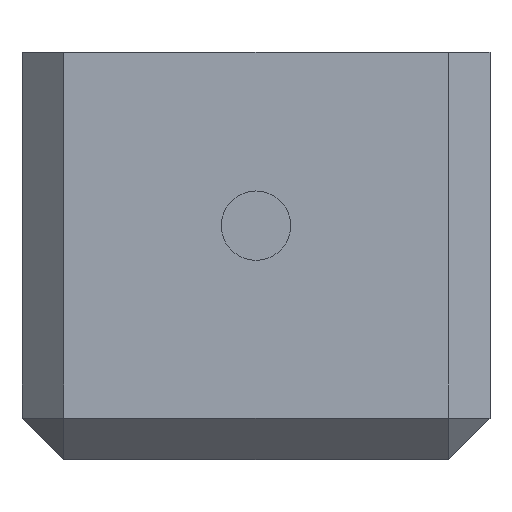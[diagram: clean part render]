
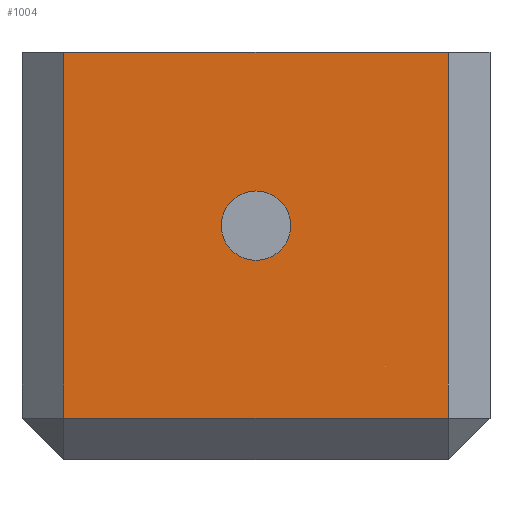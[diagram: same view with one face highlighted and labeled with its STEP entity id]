
A CAD part, front view. The second image highlights one B-rep face of the part: STEP entity #1004.
In plain terms, the highlighted planar face has unit normal (0, -1, 0).
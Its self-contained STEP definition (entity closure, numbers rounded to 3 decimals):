
#44 = PLANE('',#45);
#45 = AXIS2_PLACEMENT_3D('',#46,#47,#48);
#46 = CARTESIAN_POINT('',(0.,0.,23.5));
#47 = DIRECTION('',(0.,0.,1.));
#48 = DIRECTION('',(1.,0.,0.));
#72 = PLANE('',#73);
#73 = AXIS2_PLACEMENT_3D('',#74,#75,#76);
#74 = CARTESIAN_POINT('',(1.2,1.2,0.));
#75 = DIRECTION('',(-0.707,-0.707,0.));
#76 = DIRECTION('',(-0.,-0.,-1.));
#328 = VERTEX_POINT('',#329);
#329 = CARTESIAN_POINT('',(2.4,0.,23.5));
#350 = EDGE_CURVE('',#328,#351,#353,.T.);
#351 = VERTEX_POINT('',#352);
#352 = CARTESIAN_POINT('',(24.6,0.,23.5));
#353 = SURFACE_CURVE('',#354,(#358,#365),.PCURVE_S1.);
#354 = LINE('',#355,#356);
#355 = CARTESIAN_POINT('',(0.,0.,23.5));
#356 = VECTOR('',#357,1.);
#357 = DIRECTION('',(1.,0.,0.));
#358 = PCURVE('',#44,#359);
#359 = DEFINITIONAL_REPRESENTATION('',(#360),#364);
#360 = LINE('',#361,#362);
#361 = CARTESIAN_POINT('',(0.,0.));
#362 = VECTOR('',#363,1.);
#363 = DIRECTION('',(1.,0.));
#364 = ( GEOMETRIC_REPRESENTATION_CONTEXT(2) 
PARAMETRIC_REPRESENTATION_CONTEXT() REPRESENTATION_CONTEXT('2D SPACE',''
  ) );
#365 = PCURVE('',#366,#371);
#366 = PLANE('',#367);
#367 = AXIS2_PLACEMENT_3D('',#368,#369,#370);
#368 = CARTESIAN_POINT('',(0.,0.,0.));
#369 = DIRECTION('',(0.,1.,0.));
#370 = DIRECTION('',(0.,0.,1.));
#371 = DEFINITIONAL_REPRESENTATION('',(#372),#376);
#372 = LINE('',#373,#374);
#373 = CARTESIAN_POINT('',(23.5,0.));
#374 = VECTOR('',#375,1.);
#375 = DIRECTION('',(0.,1.));
#376 = ( GEOMETRIC_REPRESENTATION_CONTEXT(2) 
PARAMETRIC_REPRESENTATION_CONTEXT() REPRESENTATION_CONTEXT('2D SPACE',''
  ) );
#392 = PLANE('',#393);
#393 = AXIS2_PLACEMENT_3D('',#394,#395,#396);
#394 = CARTESIAN_POINT('',(25.8,1.2,0.));
#395 = DIRECTION('',(-0.707,0.707,0.));
#396 = DIRECTION('',(0.,0.,1.));
#515 = EDGE_CURVE('',#516,#328,#518,.T.);
#516 = VERTEX_POINT('',#517);
#517 = CARTESIAN_POINT('',(2.4,0.,2.4));
#518 = SURFACE_CURVE('',#519,(#523,#530),.PCURVE_S1.);
#519 = LINE('',#520,#521);
#520 = CARTESIAN_POINT('',(2.4,0.,0.));
#521 = VECTOR('',#522,1.);
#522 = DIRECTION('',(0.,0.,1.));
#523 = PCURVE('',#72,#524);
#524 = DEFINITIONAL_REPRESENTATION('',(#525),#529);
#525 = LINE('',#526,#527);
#526 = CARTESIAN_POINT('',(-0.,1.697));
#527 = VECTOR('',#528,1.);
#528 = DIRECTION('',(-1.,0.));
#529 = ( GEOMETRIC_REPRESENTATION_CONTEXT(2) 
PARAMETRIC_REPRESENTATION_CONTEXT() REPRESENTATION_CONTEXT('2D SPACE',''
  ) );
#530 = PCURVE('',#366,#531);
#531 = DEFINITIONAL_REPRESENTATION('',(#532),#536);
#532 = LINE('',#533,#534);
#533 = CARTESIAN_POINT('',(0.,2.4));
#534 = VECTOR('',#535,1.);
#535 = DIRECTION('',(1.,0.));
#536 = ( GEOMETRIC_REPRESENTATION_CONTEXT(2) 
PARAMETRIC_REPRESENTATION_CONTEXT() REPRESENTATION_CONTEXT('2D SPACE',''
  ) );
#930 = VERTEX_POINT('',#931);
#931 = CARTESIAN_POINT('',(24.6,0.,2.4));
#957 = EDGE_CURVE('',#930,#351,#958,.T.);
#958 = SURFACE_CURVE('',#959,(#963,#970),.PCURVE_S1.);
#959 = LINE('',#960,#961);
#960 = CARTESIAN_POINT('',(24.6,0.,0.));
#961 = VECTOR('',#962,1.);
#962 = DIRECTION('',(0.,0.,1.));
#963 = PCURVE('',#392,#964);
#964 = DEFINITIONAL_REPRESENTATION('',(#965),#969);
#965 = LINE('',#966,#967);
#966 = CARTESIAN_POINT('',(0.,-1.697));
#967 = VECTOR('',#968,1.);
#968 = DIRECTION('',(1.,0.));
#969 = ( GEOMETRIC_REPRESENTATION_CONTEXT(2) 
PARAMETRIC_REPRESENTATION_CONTEXT() REPRESENTATION_CONTEXT('2D SPACE',''
  ) );
#970 = PCURVE('',#366,#971);
#971 = DEFINITIONAL_REPRESENTATION('',(#972),#976);
#972 = LINE('',#973,#974);
#973 = CARTESIAN_POINT('',(0.,24.6));
#974 = VECTOR('',#975,1.);
#975 = DIRECTION('',(1.,0.));
#976 = ( GEOMETRIC_REPRESENTATION_CONTEXT(2) 
PARAMETRIC_REPRESENTATION_CONTEXT() REPRESENTATION_CONTEXT('2D SPACE',''
  ) );
#1004 = ADVANCED_FACE('',(#1005,#1036),#366,.F.);
#1005 = FACE_BOUND('',#1006,.F.);
#1006 = EDGE_LOOP('',(#1007,#1008,#1009,#1035));
#1007 = ORIENTED_EDGE('',*,*,#350,.T.);
#1008 = ORIENTED_EDGE('',*,*,#957,.F.);
#1009 = ORIENTED_EDGE('',*,*,#1010,.F.);
#1010 = EDGE_CURVE('',#516,#930,#1011,.T.);
#1011 = SURFACE_CURVE('',#1012,(#1016,#1023),.PCURVE_S1.);
#1012 = LINE('',#1013,#1014);
#1013 = CARTESIAN_POINT('',(0.,0.,2.4));
#1014 = VECTOR('',#1015,1.);
#1015 = DIRECTION('',(1.,0.,0.));
#1016 = PCURVE('',#366,#1017);
#1017 = DEFINITIONAL_REPRESENTATION('',(#1018),#1022);
#1018 = LINE('',#1019,#1020);
#1019 = CARTESIAN_POINT('',(2.4,0.));
#1020 = VECTOR('',#1021,1.);
#1021 = DIRECTION('',(0.,1.));
#1022 = ( GEOMETRIC_REPRESENTATION_CONTEXT(2) 
PARAMETRIC_REPRESENTATION_CONTEXT() REPRESENTATION_CONTEXT('2D SPACE',''
  ) );
#1023 = PCURVE('',#1024,#1029);
#1024 = PLANE('',#1025);
#1025 = AXIS2_PLACEMENT_3D('',#1026,#1027,#1028);
#1026 = CARTESIAN_POINT('',(0.,1.2,1.2));
#1027 = DIRECTION('',(0.,-0.707,-0.707));
#1028 = DIRECTION('',(-1.,-0.,-0.));
#1029 = DEFINITIONAL_REPRESENTATION('',(#1030),#1034);
#1030 = LINE('',#1031,#1032);
#1031 = CARTESIAN_POINT('',(-0.,-1.697));
#1032 = VECTOR('',#1033,1.);
#1033 = DIRECTION('',(-1.,0.));
#1034 = ( GEOMETRIC_REPRESENTATION_CONTEXT(2) 
PARAMETRIC_REPRESENTATION_CONTEXT() REPRESENTATION_CONTEXT('2D SPACE',''
  ) );
#1035 = ORIENTED_EDGE('',*,*,#515,.T.);
#1036 = FACE_BOUND('',#1037,.F.);
#1037 = EDGE_LOOP('',(#1038));
#1038 = ORIENTED_EDGE('',*,*,#1039,.F.);
#1039 = EDGE_CURVE('',#1040,#1040,#1042,.T.);
#1040 = VERTEX_POINT('',#1041);
#1041 = CARTESIAN_POINT('',(15.5,0.,13.5));
#1042 = SURFACE_CURVE('',#1043,(#1048,#1055),.PCURVE_S1.);
#1043 = CIRCLE('',#1044,2.);
#1044 = AXIS2_PLACEMENT_3D('',#1045,#1046,#1047);
#1045 = CARTESIAN_POINT('',(13.5,0.,13.5));
#1046 = DIRECTION('',(-0.,1.,0.));
#1047 = DIRECTION('',(1.,0.,0.));
#1048 = PCURVE('',#366,#1049);
#1049 = DEFINITIONAL_REPRESENTATION('',(#1050),#1054);
#1050 = CIRCLE('',#1051,2.);
#1051 = AXIS2_PLACEMENT_2D('',#1052,#1053);
#1052 = CARTESIAN_POINT('',(13.5,13.5));
#1053 = DIRECTION('',(0.,1.));
#1054 = ( GEOMETRIC_REPRESENTATION_CONTEXT(2) 
PARAMETRIC_REPRESENTATION_CONTEXT() REPRESENTATION_CONTEXT('2D SPACE',''
  ) );
#1055 = PCURVE('',#1056,#1061);
#1056 = CYLINDRICAL_SURFACE('',#1057,2.);
#1057 = AXIS2_PLACEMENT_3D('',#1058,#1059,#1060);
#1058 = CARTESIAN_POINT('',(13.5,-1.,13.5));
#1059 = DIRECTION('',(0.,1.,0.));
#1060 = DIRECTION('',(1.,0.,0.));
#1061 = DEFINITIONAL_REPRESENTATION('',(#1062),#1066);
#1062 = LINE('',#1063,#1064);
#1063 = CARTESIAN_POINT('',(0.,1.));
#1064 = VECTOR('',#1065,1.);
#1065 = DIRECTION('',(1.,0.));
#1066 = ( GEOMETRIC_REPRESENTATION_CONTEXT(2) 
PARAMETRIC_REPRESENTATION_CONTEXT() REPRESENTATION_CONTEXT('2D SPACE',''
  ) );
